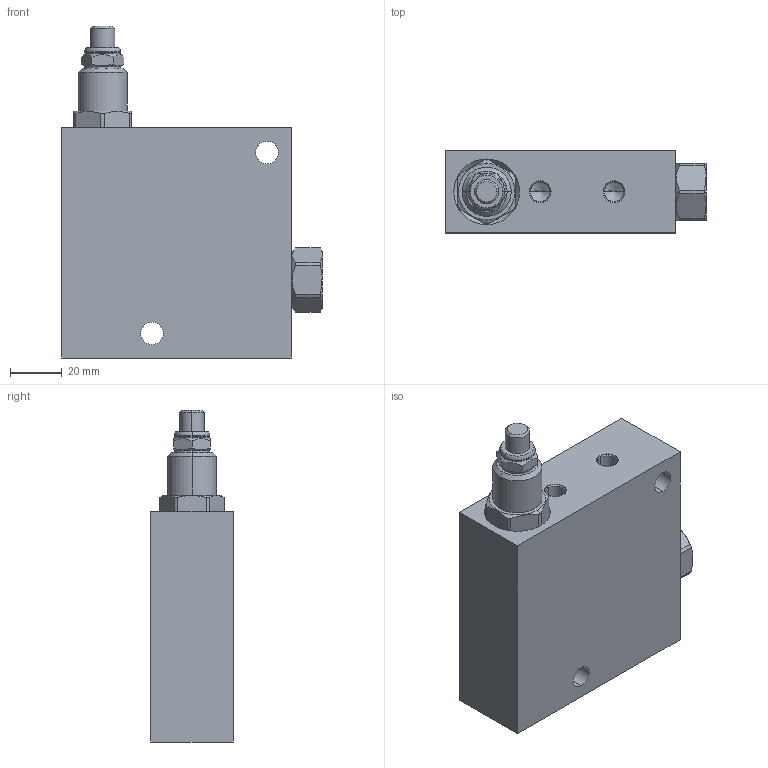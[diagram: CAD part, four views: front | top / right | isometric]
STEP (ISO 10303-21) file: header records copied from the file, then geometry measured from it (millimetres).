
FILE_DESCRIPTION((''),'2;1');
FILE_NAME('MANIFOLD_STP1_ASM','2015-03-12T',('Administrator'),(''),'PRO/ENGINEER BY PARAMETRIC TECHNOLOGY CORPORATION, 2006240','PRO/ENGINEER BY PARAMETRIC TECHNOLOGY CORPORATION, 2006240','');
FILE_SCHEMA(('CONFIG_CONTROL_DESIGN'));
Length unit declared in the file: inch
Products named in the file (3): 151547005F_PRT; ASMNAME_CART_PRT; MANIFOLD_STP1_ASM
Assembly tree (2 placements, depth 2):
  MANIFOLD_STP1_ASM
    151547005F_PRT
    ASMNAME_CART_PRT
Bounding box: 100.79 x 31.75 x 128.25 mm (x, y, z)
Surface area: 63056.4 mm2 (no closed solid volume)
Topology: 0 solids, 20 shells, 543 faces, 1252 edges, 776 vertices
Faces by surface type: cylinder 224, cone 130, plane 95, torus 94
Entity records: 16472 total; most frequent: CARTESIAN_POINT 3466, DIRECTION 3104, ORIENTED_EDGE 2448, AXIS2_PLACEMENT_3D 1356, EDGE_CURVE 1248, CIRCLE 808, VERTEX_POINT 776, EDGE_LOOP 622
